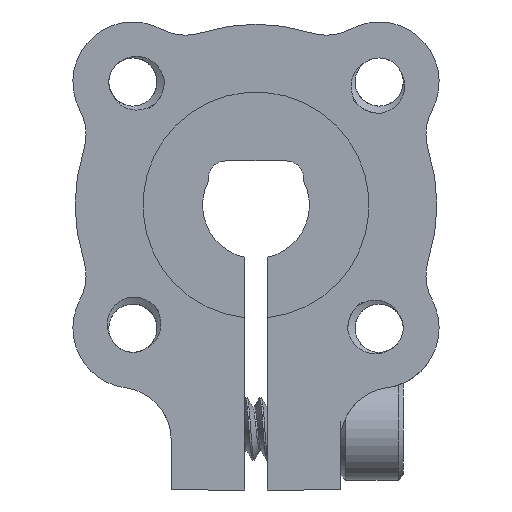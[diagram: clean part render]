
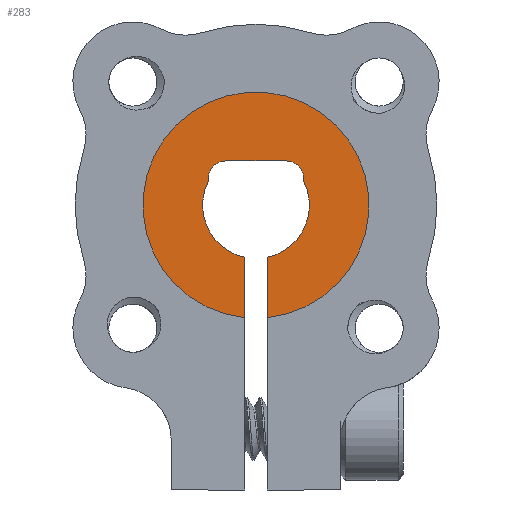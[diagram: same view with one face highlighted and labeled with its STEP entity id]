
A CAD part, front view. The second image highlights one B-rep face of the part: STEP entity #283.
In plain terms, the highlighted planar face has unit normal (0, -1, 0).
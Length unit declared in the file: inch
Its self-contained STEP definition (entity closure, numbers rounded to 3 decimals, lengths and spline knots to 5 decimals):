
#283 = ADVANCED_FACE ( 'NONE', ( #12049 ), #817, .F. ) ;
#314 = EDGE_CURVE ( 'NONE', #8582, #15952, #14139, .T. ) ;
#498 = DIRECTION ( 'NONE',  ( 0., -1., 0. ) ) ;
#763 = VERTEX_POINT ( 'NONE', #12359 ) ;
#817 = PLANE ( 'NONE',  #12651 ) ;
#959 = LINE ( 'NONE', #12134, #1691 ) ;
#981 = CARTESIAN_POINT ( 'NONE',  ( -0.025, 0., -0.11543 ) ) ;
#1691 = VECTOR ( 'NONE', #13619, 39.37008 ) ;
#1923 = EDGE_CURVE ( 'NONE', #8582, #9210, #959, .T. ) ;
#2035 = EDGE_CURVE ( 'NONE', #15952, #5624, #4416, .T. ) ;
#2372 = VECTOR ( 'NONE', #8185, 39.37008 ) ;
#2899 = EDGE_LOOP ( 'NONE', ( #15075, #10391, #15496, #6049, #6422, #7599, #3993, #5971 ) ) ;
#3993 = ORIENTED_EDGE ( 'NONE', *, *, #2035, .F. ) ;
#4189 = CARTESIAN_POINT ( 'NONE',  ( 0.06646, 0., 0.09764 ) ) ;
#4393 = LINE ( 'NONE', #15279, #11742 ) ;
#4416 = CIRCLE ( 'NONE', #10665, 0.11811 ) ;
#5030 = CARTESIAN_POINT ( 'NONE',  ( -0.025, 0., -0.24875 ) ) ;
#5131 = CIRCLE ( 'NONE', #13663, 0.03937 ) ;
#5624 = VERTEX_POINT ( 'NONE', #981 ) ;
#5971 = ORIENTED_EDGE ( 'NONE', *, *, #314, .F. ) ;
#5984 = CARTESIAN_POINT ( 'NONE',  ( 0.06646, 0., 0.05827 ) ) ;
#6049 = ORIENTED_EDGE ( 'NONE', *, *, #13735, .T. ) ;
#6422 = ORIENTED_EDGE ( 'NONE', *, *, #13061, .F. ) ;
#6518 = DIRECTION ( 'NONE',  ( 0., 0., 1. ) ) ;
#6530 = DIRECTION ( 'NONE',  ( 0., 0., -1. ) ) ;
#6894 = CARTESIAN_POINT ( 'NONE',  ( -0.025, 0., -0.39922 ) ) ;
#7458 = DIRECTION ( 'NONE',  ( 0., 0., 1. ) ) ;
#7599 = ORIENTED_EDGE ( 'NONE', *, *, #7619, .T. ) ;
#7619 = EDGE_CURVE ( 'NONE', #11752, #5624, #15259, .T. ) ;
#8025 = CARTESIAN_POINT ( 'NONE',  ( -0.06646, 0., 0.05827 ) ) ;
#8185 = DIRECTION ( 'NONE',  ( 0., 0., 1. ) ) ;
#8570 = AXIS2_PLACEMENT_3D ( 'NONE', #8025, #13808, #9472 ) ;
#8582 = VERTEX_POINT ( 'NONE', #16868 ) ;
#8835 = AXIS2_PLACEMENT_3D ( 'NONE', #10831, #15392, #6518 ) ;
#9125 = EDGE_CURVE ( 'NONE', #10626, #763, #14404, .T. ) ;
#9210 = VERTEX_POINT ( 'NONE', #4189 ) ;
#9213 = DIRECTION ( 'NONE',  ( 0., 0., -1. ) ) ;
#9292 = CARTESIAN_POINT ( 'NONE',  ( 0., 0., 0. ) ) ;
#9472 = DIRECTION ( 'NONE',  ( 0., 0., -1. ) ) ;
#9547 = CARTESIAN_POINT ( 'NONE',  ( 0., 0., 0. ) ) ;
#10100 = DIRECTION ( 'NONE',  ( 0., -1., 0. ) ) ;
#10391 = ORIENTED_EDGE ( 'NONE', *, *, #11635, .F. ) ;
#10626 = VERTEX_POINT ( 'NONE', #15734 ) ;
#10665 = AXIS2_PLACEMENT_3D ( 'NONE', #9292, #498, #9213 ) ;
#10831 = CARTESIAN_POINT ( 'NONE',  ( 0., 0., 0. ) ) ;
#11635 = EDGE_CURVE ( 'NONE', #763, #9210, #5131, .T. ) ;
#11742 = VECTOR ( 'NONE', #6530, 39.37008 ) ;
#11752 = VERTEX_POINT ( 'NONE', #5030 ) ;
#11825 = CARTESIAN_POINT ( 'NONE',  ( 0.025, 0., -0.24875 ) ) ;
#12049 = FACE_OUTER_BOUND ( 'NONE', #2899, .T. ) ;
#12134 = CARTESIAN_POINT ( 'NONE',  ( 0., 0., 0.09764 ) ) ;
#12326 = DIRECTION ( 'NONE',  ( 0., 0., 1. ) ) ;
#12359 = CARTESIAN_POINT ( 'NONE',  ( 0.10549, 0., 0.05312 ) ) ;
#12564 = CARTESIAN_POINT ( 'NONE',  ( -0.10549, 0., 0.05312 ) ) ;
#12651 = AXIS2_PLACEMENT_3D ( 'NONE', #9547, #15376, #12326 ) ;
#13061 = EDGE_CURVE ( 'NONE', #11752, #18319, #13625, .T. ) ;
#13619 = DIRECTION ( 'NONE',  ( 1., 0., 0. ) ) ;
#13625 = CIRCLE ( 'NONE', #8835, 0.25 ) ;
#13663 = AXIS2_PLACEMENT_3D ( 'NONE', #5984, #16354, #7458 ) ;
#13735 = EDGE_CURVE ( 'NONE', #10626, #18319, #4393, .T. ) ;
#13808 = DIRECTION ( 'NONE',  ( 0., -1., 0. ) ) ;
#14139 = CIRCLE ( 'NONE', #8570, 0.03937 ) ;
#14404 = CIRCLE ( 'NONE', #14495, 0.11811 ) ;
#14434 = CARTESIAN_POINT ( 'NONE',  ( 0., 0., 0. ) ) ;
#14495 = AXIS2_PLACEMENT_3D ( 'NONE', #14434, #10100, #15936 ) ;
#15075 = ORIENTED_EDGE ( 'NONE', *, *, #1923, .T. ) ;
#15259 = LINE ( 'NONE', #6894, #2372 ) ;
#15279 = CARTESIAN_POINT ( 'NONE',  ( 0.025, 0., -0.39922 ) ) ;
#15376 = DIRECTION ( 'NONE',  ( 0., 1., 0. ) ) ;
#15392 = DIRECTION ( 'NONE',  ( 0., 1., 0. ) ) ;
#15496 = ORIENTED_EDGE ( 'NONE', *, *, #9125, .F. ) ;
#15734 = CARTESIAN_POINT ( 'NONE',  ( 0.025, 0., -0.11543 ) ) ;
#15936 = DIRECTION ( 'NONE',  ( 0., 0., -1. ) ) ;
#15952 = VERTEX_POINT ( 'NONE', #12564 ) ;
#16354 = DIRECTION ( 'NONE',  ( 0., -1., 0. ) ) ;
#16868 = CARTESIAN_POINT ( 'NONE',  ( -0.06646, 0., 0.09764 ) ) ;
#18319 = VERTEX_POINT ( 'NONE', #11825 ) ;
